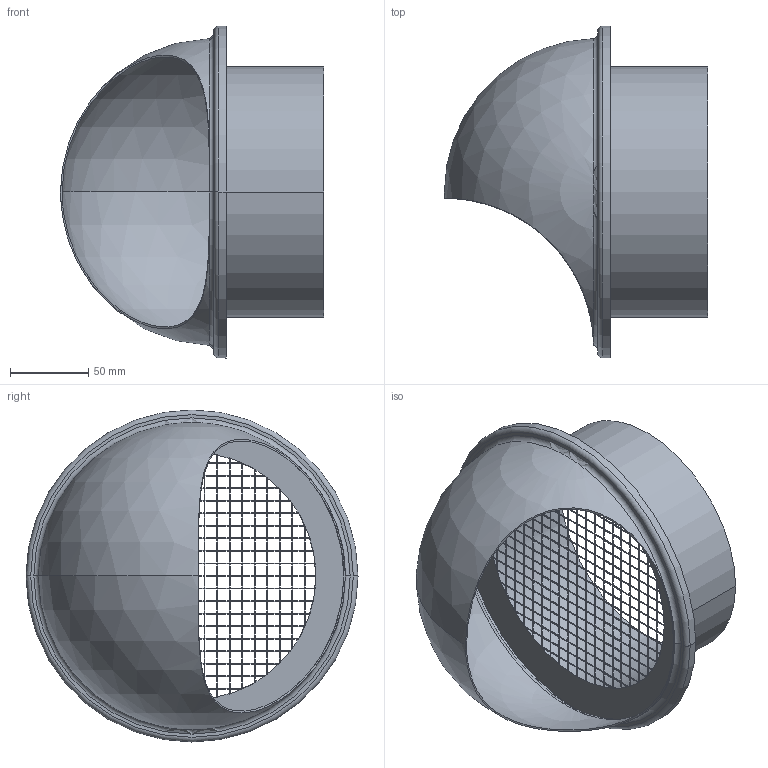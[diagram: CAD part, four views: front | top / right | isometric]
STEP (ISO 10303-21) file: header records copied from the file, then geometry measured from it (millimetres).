
FILE_DESCRIPTION (( 'STEP AP214' ), '1' );
FILE_NAME ('LH-V2A 16.STEP', '2020-06-05T13:57:39', ( '' ), ( '' ), 'SwSTEP 2.0', 'SolidWorks 2017', '' );
FILE_SCHEMA (( 'AUTOMOTIVE_DESIGN' ));
Length unit declared in the file: millimetre
Products named in the file (1): LH-V2A 16
Bounding box: 168 x 212 x 212 mm (x, y, z)
Volume: 99503.4 mm3; surface area: 191490.4 mm2
Topology: 1 solids, 1 shells, 1292 faces, 4044 edges, 2694 vertices
Faces by surface type: plane 1271, cylinder 9, torus 8, sphere 4
Entity records: 45790 total; most frequent: CARTESIAN_POINT 8373, ORIENTED_EDGE 8088, DIRECTION 6800, EDGE_CURVE 4044, VECTOR 3866, LINE 3866, VERTEX_POINT 2694, EDGE_LOOP 1896
